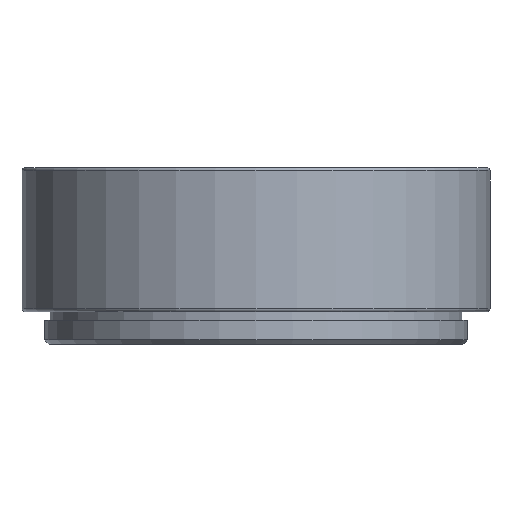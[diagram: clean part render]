
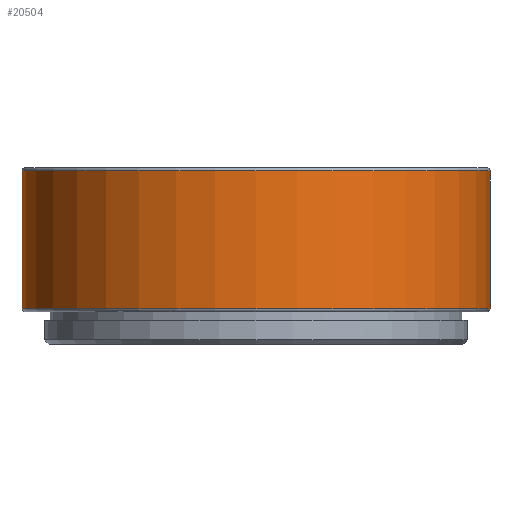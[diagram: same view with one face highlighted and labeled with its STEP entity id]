
A CAD part, front view. The second image highlights one B-rep face of the part: STEP entity #20504.
In plain terms, the highlighted cylindrical face has radius 21.6 mm (diameter 43.2 mm), a partial arc.
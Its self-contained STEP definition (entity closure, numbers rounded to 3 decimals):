
#166 = DIRECTION ( 'NONE',  ( -1., 0., 0. ) ) ;
#801 = DIRECTION ( 'NONE',  ( 0., 0., -1. ) ) ;
#1705 = CARTESIAN_POINT ( 'NONE',  ( -37.112, 4.915, 27.758 ) ) ;
#2328 = EDGE_LOOP ( 'NONE', ( #21376, #11073, #9811, #20135 ) ) ;
#2384 = CARTESIAN_POINT ( 'NONE',  ( 6.088, 4.915, 11.758 ) ) ;
#3632 = CARTESIAN_POINT ( 'NONE',  ( -37.112, 4.915, 15.058 ) ) ;
#6698 = CARTESIAN_POINT ( 'NONE',  ( 6.088, 4.915, 27.758 ) ) ;
#8535 = VECTOR ( 'NONE', #801, 1000. ) ;
#8990 = FACE_OUTER_BOUND ( 'NONE', #2328, .T. ) ;
#9097 = DIRECTION ( 'NONE',  ( 0., 0., 1. ) ) ;
#9811 = ORIENTED_EDGE ( 'NONE', *, *, #13531, .T. ) ;
#10962 = CARTESIAN_POINT ( 'NONE',  ( 6.088, 4.915, 15.058 ) ) ;
#11073 = ORIENTED_EDGE ( 'NONE', *, *, #19891, .T. ) ;
#12509 = EDGE_CURVE ( 'NONE', #14207, #15472, #13205, .T. ) ;
#13205 = LINE ( 'NONE', #2384, #20866 ) ;
#13531 = EDGE_CURVE ( 'NONE', #20885, #18926, #20797, .T. ) ;
#14207 = VERTEX_POINT ( 'NONE', #6698 ) ;
#14566 = CARTESIAN_POINT ( 'NONE',  ( -15.512, 4.915, 15.058 ) ) ;
#15472 = VERTEX_POINT ( 'NONE', #10962 ) ;
#16167 = AXIS2_PLACEMENT_3D ( 'NONE', #19558, #17655, #17889 ) ;
#16421 = EDGE_CURVE ( 'NONE', #18926, #15472, #23375, .T. ) ;
#17010 = DIRECTION ( 'NONE',  ( 0., 0., -1. ) ) ;
#17576 = CARTESIAN_POINT ( 'NONE',  ( -37.112, 4.915, 11.758 ) ) ;
#17655 = DIRECTION ( 'NONE',  ( 0., 0., -1. ) ) ;
#17889 = DIRECTION ( 'NONE',  ( 1., 0., 0. ) ) ;
#17925 = CARTESIAN_POINT ( 'NONE',  ( -15.512, 4.915, 11.758 ) ) ;
#18139 = DIRECTION ( 'NONE',  ( -1., 0., 0. ) ) ;
#18926 = VERTEX_POINT ( 'NONE', #3632 ) ;
#19197 = AXIS2_PLACEMENT_3D ( 'NONE', #14566, #9097, #18139 ) ;
#19558 = CARTESIAN_POINT ( 'NONE',  ( -15.512, 4.915, 27.758 ) ) ;
#19891 = EDGE_CURVE ( 'NONE', #14207, #20885, #20735, .T. ) ;
#20135 = ORIENTED_EDGE ( 'NONE', *, *, #16421, .T. ) ;
#20504 = ADVANCED_FACE ( 'NONE', ( #8990 ), #23398, .T. ) ;
#20735 = CIRCLE ( 'NONE', #16167, 21.6 ) ;
#20797 = LINE ( 'NONE', #17576, #8535 ) ;
#20866 = VECTOR ( 'NONE', #17010, 1000. ) ;
#20885 = VERTEX_POINT ( 'NONE', #1705 ) ;
#21376 = ORIENTED_EDGE ( 'NONE', *, *, #12509, .F. ) ;
#21609 = DIRECTION ( 'NONE',  ( 0., 0., -1. ) ) ;
#21868 = AXIS2_PLACEMENT_3D ( 'NONE', #17925, #21609, #166 ) ;
#23375 = CIRCLE ( 'NONE', #19197, 21.6 ) ;
#23398 = CYLINDRICAL_SURFACE ( 'NONE', #21868, 21.6 ) ;
